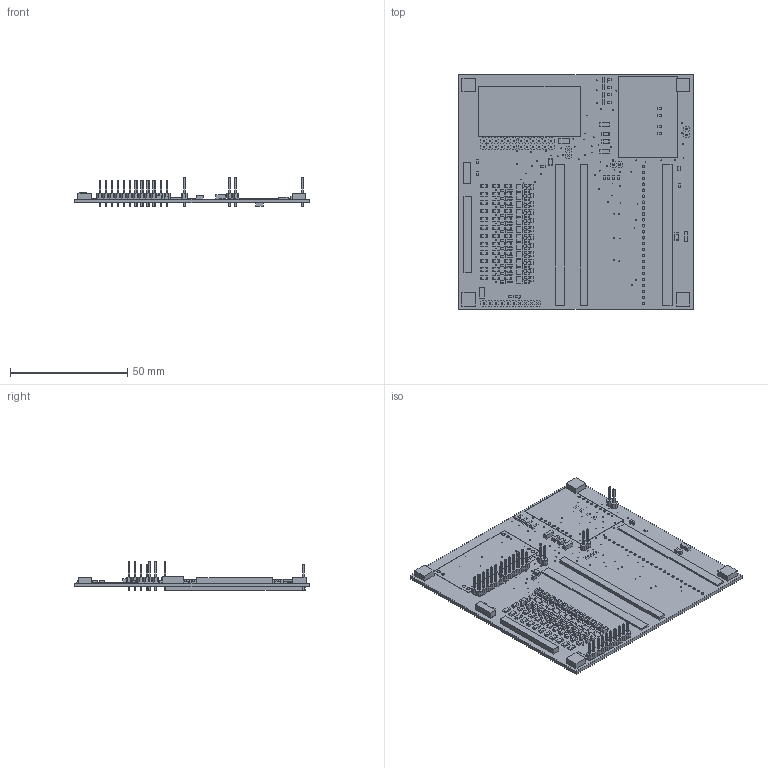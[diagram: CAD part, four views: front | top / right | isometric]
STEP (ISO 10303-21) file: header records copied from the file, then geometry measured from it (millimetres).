
FILE_DESCRIPTION(/* description */ (''),/* implementation_level */ '2;1');
FILE_NAME(/* name */ 'd75e29d7-9573-4cb2-9e47-71a22ea80772.stp',/* time_stamp */ '2021-07-20T19:05:30+00:00',/* author */ (''),/* organization */ (''),/* preprocessor_version */ 'ST-DEVELOPER v18.1',/* originating_system */ 'Autodesk Translation Framework v10.9.0.1377',/* authorisation */ '');
FILE_SCHEMA (('AUTOMOTIVE_DESIGN { 1 0 10303 214 3 1 1 }'));
Length unit declared in the file: millimetre
Products named in the file (22): d75e29d7-9573-4cb2-9e47-71a22ea80772; PCB Component; Board; DC-DC-STEP-DOWN-LM2596HVS; WEMOS-D1-MINI; 20k; 1uF; 1X13/90; 1X04/90; KT-0603R; 1X02; 100R; 10nF; 2X24; 1X24; 1X10; SM4007PL-TP; LowerADC; 100nF; 10R0; C8547; MOUNT-PAD-ROUND3.2
Assembly tree (160 placements, depth 3):
  d75e29d7-9573-4cb2-9e47-71a22ea80772
    PCB Component
      Board
      DC-DC-STEP-DOWN-LM2596HVS
      WEMOS-D1-MINI
      20k  x15
      1uF  x3
      1X13/90
      1X04/90
      KT-0603R  x16
      1X02  x3
      100R  x39
      10nF  x13
      2X24  x2
      1X24  x2
      1X10
      SM4007PL-TP  x2
      LowerADC  x2
      100nF  x4
      10R0  x36
      C8547  x12
      MOUNT-PAD-ROUND3.2  x4
Bounding box: 100 x 100 x 12.64 mm (x, y, z)
Volume: 18153.7 mm3; surface area: 32317 mm2
Topology: 159 solids, 159 shells, 2584 faces, 6238 edges, 4052 vertices
Faces by surface type: plane 2202, cylinder 382
Full cylindrical faces by diameter (mm): 0.2 x7, 0.35 x140, 0.813 x6, 1 x16, 1.016 x201, 1.27 x4, 1.5 x4, 3.2 x4
Entity records: 36987 total; most frequent: DIRECTION 6062, CARTESIAN_POINT 5826, ORIENTED_EDGE 5556, EDGE_CURVE 2778, AXIS2_PLACEMENT_3D 2024, LINE 2014, VECTOR 2014, EDGE_LOOP 1900
